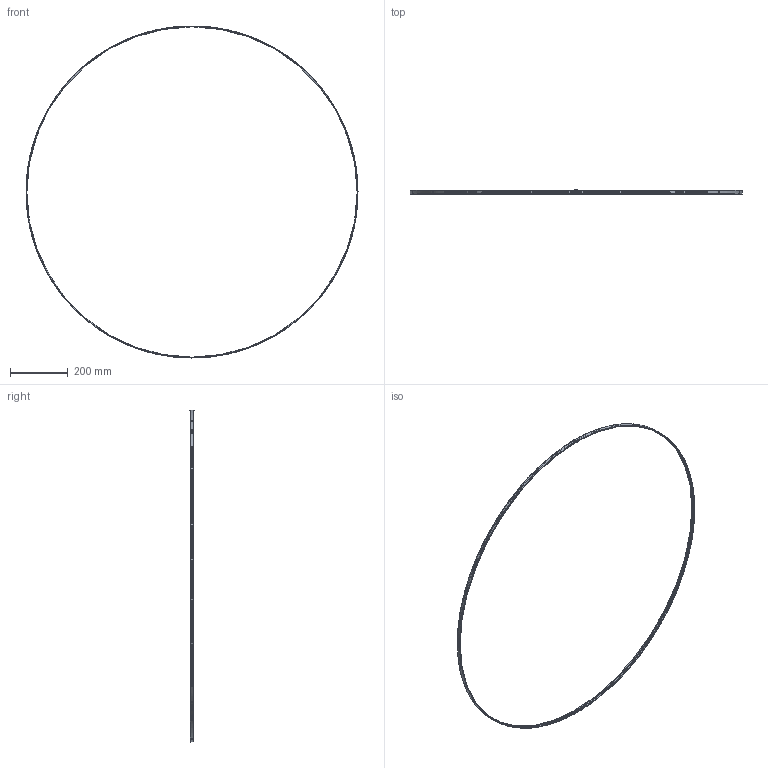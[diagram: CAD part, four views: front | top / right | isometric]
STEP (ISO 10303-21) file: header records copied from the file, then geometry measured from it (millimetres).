
FILE_DESCRIPTION((''),'2;1');
FILE_NAME('643037-01-Z01','2021-05-07T10:44:40',('AT10150'),(''),'CREO PARAMETRIC BY PTC INC, 2019164','CREO PARAMETRIC BY PTC INC, 2019164','');
FILE_SCHEMA(('AUTOMOTIVE_DESIGN { 1 0 10303 214 1 1 1 1 }'));
Length unit declared in the file: millimetre
Products named in the file (1): 643037-01-Z01
Bounding box: 1146.12 x 18.63 x 1146.12 mm (x, y, z)
Volume: 98095.6 mm3; surface area: 125356.3 mm2
Topology: 1 solids, 1 shells, 54 faces, 132 edges, 88 vertices
Faces by surface type: plane 25, cylinder 18, cone 8, torus 3
Entity records: 2209 total; most frequent: CARTESIAN_POINT 441, DIRECTION 274, ORIENTED_EDGE 240, PRESENTATION_STYLE_ASSIGNMENT 133, STYLED_ITEM 133, CURVE_STYLE 132, EDGE_CURVE 120, AXIS2_PLACEMENT_3D 105
